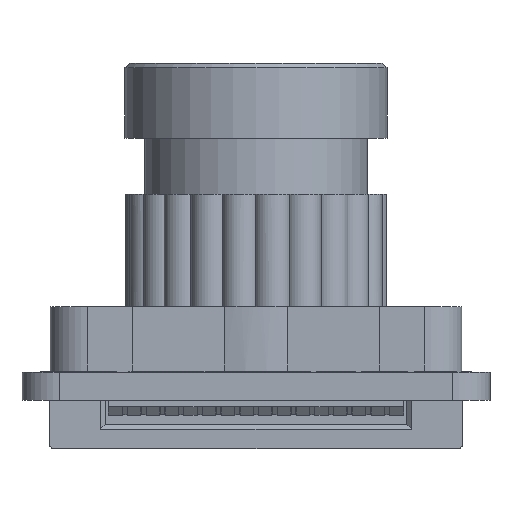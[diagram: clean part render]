
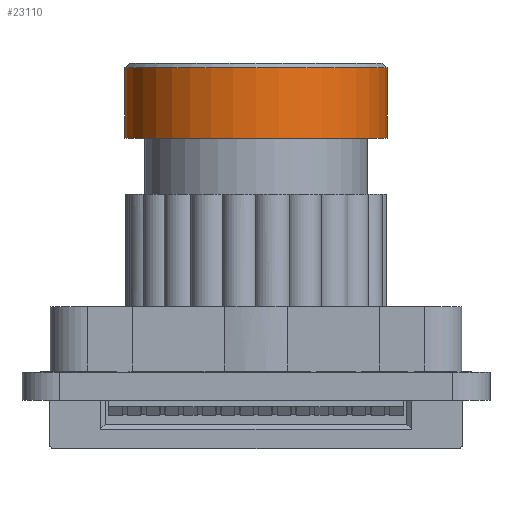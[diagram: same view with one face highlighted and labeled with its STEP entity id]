
A CAD part, left-side view. The second image highlights one B-rep face of the part: STEP entity #23110.
In plain terms, the highlighted cylindrical face has radius 7 mm (diameter 14 mm), a full revolution.
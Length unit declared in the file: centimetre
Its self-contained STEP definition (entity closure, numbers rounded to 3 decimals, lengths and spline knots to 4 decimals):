
#1143=CYLINDRICAL_SURFACE('',#2015,0.7);
#1361=CIRCLE('',#2012,0.7);
#1363=CIRCLE('',#2016,0.7);
#2012=AXIS2_PLACEMENT_3D('',#26832,#8063,#8064);
#2015=AXIS2_PLACEMENT_3D('',#26837,#8068,#8069);
#2016=AXIS2_PLACEMENT_3D('',#26838,#8070,#8071);
#8063=DIRECTION('',(0.,0.,1.));
#8064=DIRECTION('',(-0.7,0.,0.));
#8068=DIRECTION('',(0.,0.,1.));
#8069=DIRECTION('',(0.7,0.,0.));
#8070=DIRECTION('',(0.,0.,1.));
#8071=DIRECTION('',(0.7,0.,0.));
#11241=VERTEX_POINT('',#26833);
#11243=VERTEX_POINT('',#26839);
#13547=EDGE_CURVE('',#11241,#11241,#1361,.T.);
#13549=EDGE_CURVE('',#11243,#11243,#1363,.T.);
#17081=ORIENTED_EDGE('',*,*,#13549,.T.);
#17082=ORIENTED_EDGE('',*,*,#13547,.F.);
#20944=EDGE_LOOP('',(#17081));
#20945=EDGE_LOOP('',(#17082));
#22070=FACE_BOUND('',#20944,.T.);
#22071=FACE_BOUND('',#20945,.T.);
#23110=ADVANCED_FACE('',(#22070,#22071),#1143,.T.);
#26832=CARTESIAN_POINT('',(0.,0.,0.975));
#26833=CARTESIAN_POINT('',(0.7,0.,0.975));
#26837=CARTESIAN_POINT('',(0.,0.,0.6));
#26838=CARTESIAN_POINT('',(0.,0.,0.6));
#26839=CARTESIAN_POINT('',(0.7,0.,0.6));
